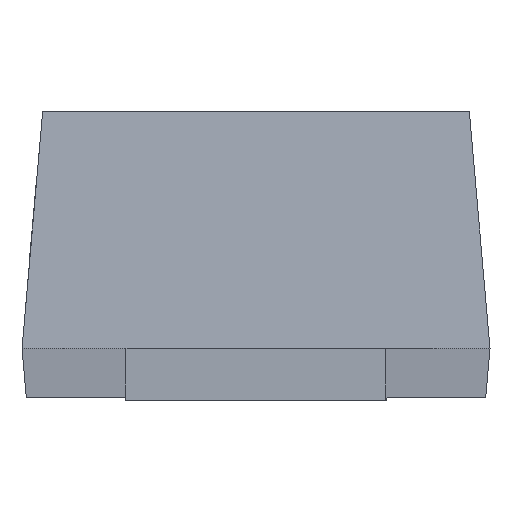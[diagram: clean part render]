
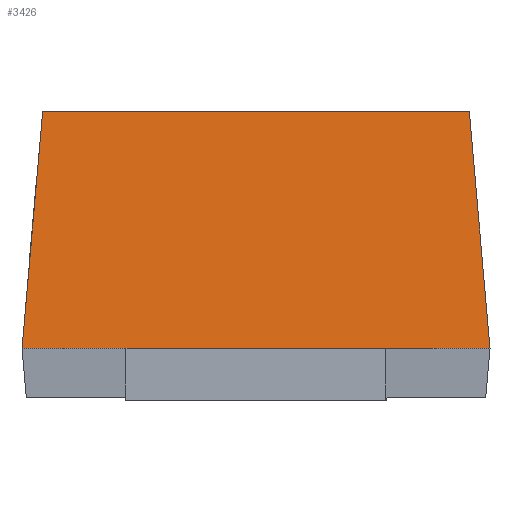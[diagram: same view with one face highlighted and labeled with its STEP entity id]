
A CAD part, left-side view. The second image highlights one B-rep face of the part: STEP entity #3426.
In plain terms, the highlighted planar face has unit normal (-0.996, 0, 0.087).
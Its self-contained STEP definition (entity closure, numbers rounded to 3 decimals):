
#78 = EDGE_CURVE ( 'NONE', #8171, #4950, #4643, .T. ) ;
#385 = CARTESIAN_POINT ( 'NONE',  ( -1.3, -0.9, 0. ) ) ;
#530 = VERTEX_POINT ( 'NONE', #7531 ) ;
#883 = CARTESIAN_POINT ( 'NONE',  ( -1.3, -0.5, 0. ) ) ;
#1245 = VECTOR ( 'NONE', #6785, 1000. ) ;
#1303 = VECTOR ( 'NONE', #10161, 1000. ) ;
#1353 = VERTEX_POINT ( 'NONE', #385 ) ;
#1376 = CARTESIAN_POINT ( 'NONE',  ( -1.3, 0.9, 0. ) ) ;
#1399 = VECTOR ( 'NONE', #5707, 1000. ) ;
#1644 = CARTESIAN_POINT ( 'NONE',  ( -1.3, 0.9, 0. ) ) ;
#1903 = CARTESIAN_POINT ( 'NONE',  ( -1.3, 0.5, 0. ) ) ;
#1992 = CARTESIAN_POINT ( 'NONE',  ( -1.22, 0.9, 0.91 ) ) ;
#2134 = CARTESIAN_POINT ( 'NONE',  ( -1.3, 0.9, 0. ) ) ;
#2655 = EDGE_LOOP ( 'NONE', ( #9624, #6257, #3663, #9254, #3375, #6331 ) ) ;
#3076 = VECTOR ( 'NONE', #5104, 1000. ) ;
#3375 = ORIENTED_EDGE ( 'NONE', *, *, #9562, .F. ) ;
#3426 = ADVANCED_FACE ( 'NONE', ( #8794 ), #9654, .T. ) ;
#3462 = EDGE_CURVE ( 'NONE', #7924, #1353, #9162, .T. ) ;
#3663 = ORIENTED_EDGE ( 'NONE', *, *, #3462, .T. ) ;
#3934 = EDGE_CURVE ( 'NONE', #530, #8171, #4980, .T. ) ;
#4246 = CARTESIAN_POINT ( 'NONE',  ( -1.3, 0.9, 0. ) ) ;
#4286 = VERTEX_POINT ( 'NONE', #11467 ) ;
#4643 = LINE ( 'NONE', #5386, #10066 ) ;
#4950 = VERTEX_POINT ( 'NONE', #1903 ) ;
#4980 = LINE ( 'NONE', #1376, #3076 ) ;
#5104 = DIRECTION ( 'NONE',  ( -0.087, 0.087, -0.992 ) ) ;
#5386 = CARTESIAN_POINT ( 'NONE',  ( -1.3, 0.9, 0. ) ) ;
#5707 = DIRECTION ( 'NONE',  ( -0.087, -0.087, -0.992 ) ) ;
#5847 = LINE ( 'NONE', #1992, #1245 ) ;
#5904 = LINE ( 'NONE', #4246, #8450 ) ;
#6257 = ORIENTED_EDGE ( 'NONE', *, *, #6975, .T. ) ;
#6331 = ORIENTED_EDGE ( 'NONE', *, *, #3934, .T. ) ;
#6785 = DIRECTION ( 'NONE',  ( 0., -1., 0. ) ) ;
#6975 = EDGE_CURVE ( 'NONE', #4950, #7924, #5904, .T. ) ;
#7531 = CARTESIAN_POINT ( 'NONE',  ( -1.22, 0.82, 0.91 ) ) ;
#7924 = VERTEX_POINT ( 'NONE', #883 ) ;
#8023 = DIRECTION ( 'NONE',  ( 0., -1., 0. ) ) ;
#8171 = VERTEX_POINT ( 'NONE', #2134 ) ;
#8450 = VECTOR ( 'NONE', #8023, 1000. ) ;
#8717 = EDGE_CURVE ( 'NONE', #4286, #1353, #9370, .T. ) ;
#8794 = FACE_OUTER_BOUND ( 'NONE', #2655, .T. ) ;
#9114 = DIRECTION ( 'NONE',  ( 0., -1., 0. ) ) ;
#9162 = LINE ( 'NONE', #11811, #1303 ) ;
#9254 = ORIENTED_EDGE ( 'NONE', *, *, #8717, .F. ) ;
#9370 = LINE ( 'NONE', #11391, #1399 ) ;
#9562 = EDGE_CURVE ( 'NONE', #530, #4286, #5847, .T. ) ;
#9624 = ORIENTED_EDGE ( 'NONE', *, *, #78, .T. ) ;
#9654 = PLANE ( 'NONE',  #11927 ) ;
#9967 = DIRECTION ( 'NONE',  ( 0.087, 0., 0.996 ) ) ;
#10066 = VECTOR ( 'NONE', #9114, 1000. ) ;
#10161 = DIRECTION ( 'NONE',  ( 0., -1., 0. ) ) ;
#10888 = DIRECTION ( 'NONE',  ( -0.996, 0., 0.087 ) ) ;
#11391 = CARTESIAN_POINT ( 'NONE',  ( -1.3, -0.9, 0. ) ) ;
#11467 = CARTESIAN_POINT ( 'NONE',  ( -1.22, -0.82, 0.91 ) ) ;
#11811 = CARTESIAN_POINT ( 'NONE',  ( -1.3, 0.9, 0. ) ) ;
#11927 = AXIS2_PLACEMENT_3D ( 'NONE', #1644, #10888, #9967 ) ;
